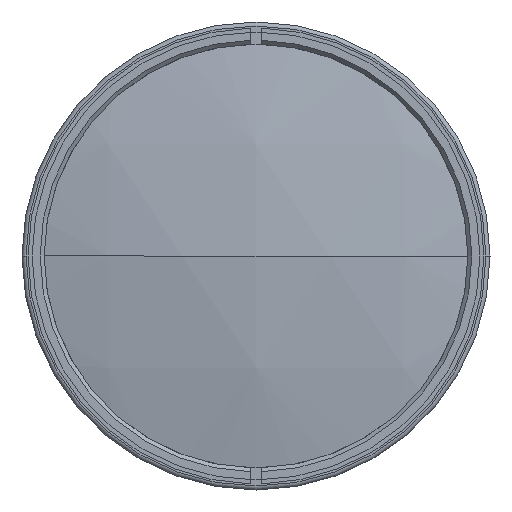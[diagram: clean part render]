
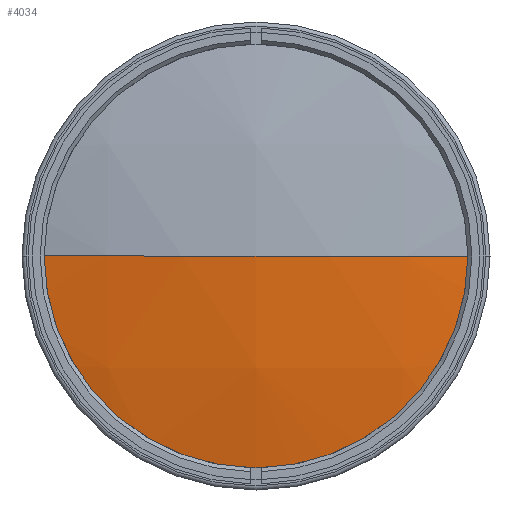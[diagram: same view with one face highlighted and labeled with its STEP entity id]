
A CAD part, left-side view. The second image highlights one B-rep face of the part: STEP entity #4034.
In plain terms, the highlighted spherical face has radius 252 mm.
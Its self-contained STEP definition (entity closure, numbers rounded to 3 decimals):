
#50 = VERTEX_POINT ( 'NONE', #379 ) ;
#167 = CIRCLE ( 'NONE', #1240, 55. ) ;
#176 = CIRCLE ( 'NONE', #1401, 252. ) ;
#379 = CARTESIAN_POINT ( 'NONE',  ( -232.504, 0., 0. ) ) ;
#412 = SPHERICAL_SURFACE ( 'NONE', #693, 252. ) ;
#693 = AXIS2_PLACEMENT_3D ( 'NONE', #4076, #2323, #782 ) ;
#719 = CARTESIAN_POINT ( 'NONE',  ( 19.496, 0., 0. ) ) ;
#782 = DIRECTION ( 'NONE',  ( 0., 1., 0. ) ) ;
#888 = DIRECTION ( 'NONE',  ( 0., 0., 1. ) ) ;
#1188 = EDGE_CURVE ( 'NONE', #3493, #50, #176, .T. ) ;
#1240 = AXIS2_PLACEMENT_3D ( 'NONE', #4189, #3391, #888 ) ;
#1299 = ORIENTED_EDGE ( 'NONE', *, *, #1188, .T. ) ;
#1336 = ORIENTED_EDGE ( 'NONE', *, *, #1348, .T. ) ;
#1348 = EDGE_CURVE ( 'NONE', #3247, #3493, #167, .T. ) ;
#1401 = AXIS2_PLACEMENT_3D ( 'NONE', #719, #2942, #2519 ) ;
#1823 = CIRCLE ( 'NONE', #4138, 252. ) ;
#2295 = FACE_OUTER_BOUND ( 'NONE', #2531, .T. ) ;
#2323 = DIRECTION ( 'NONE',  ( 0., 0., -1. ) ) ;
#2519 = DIRECTION ( 'NONE',  ( 0., 1., 0. ) ) ;
#2531 = EDGE_LOOP ( 'NONE', ( #1336, #1299, #2861 ) ) ;
#2780 = EDGE_CURVE ( 'NONE', #3247, #50, #1823, .T. ) ;
#2861 = ORIENTED_EDGE ( 'NONE', *, *, #2780, .F. ) ;
#2899 = CARTESIAN_POINT ( 'NONE',  ( -226.429, 55., 0. ) ) ;
#2942 = DIRECTION ( 'NONE',  ( 0., 0., -1. ) ) ;
#3247 = VERTEX_POINT ( 'NONE', #2899 ) ;
#3295 = DIRECTION ( 'NONE',  ( 0., -1., 0. ) ) ;
#3391 = DIRECTION ( 'NONE',  ( -1., 0., 0. ) ) ;
#3493 = VERTEX_POINT ( 'NONE', #3563 ) ;
#3563 = CARTESIAN_POINT ( 'NONE',  ( -226.429, -55., 0. ) ) ;
#3791 = CARTESIAN_POINT ( 'NONE',  ( 19.496, 0., 0. ) ) ;
#4034 = ADVANCED_FACE ( 'NONE', ( #2295 ), #412, .T. ) ;
#4076 = CARTESIAN_POINT ( 'NONE',  ( 19.496, 0., 0. ) ) ;
#4138 = AXIS2_PLACEMENT_3D ( 'NONE', #3791, #4409, #3295 ) ;
#4189 = CARTESIAN_POINT ( 'NONE',  ( -226.429, 0., 0. ) ) ;
#4409 = DIRECTION ( 'NONE',  ( 0., 0., 1. ) ) ;
